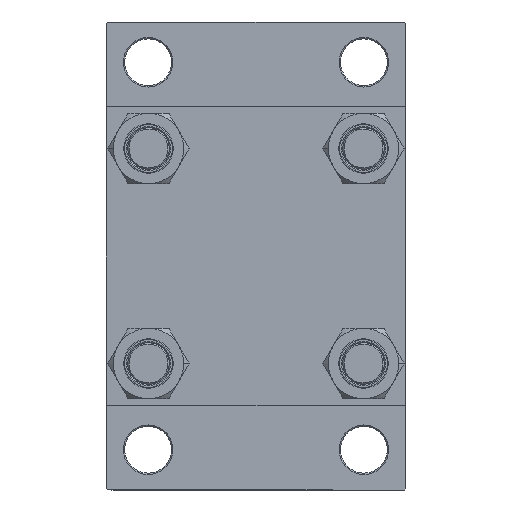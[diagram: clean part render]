
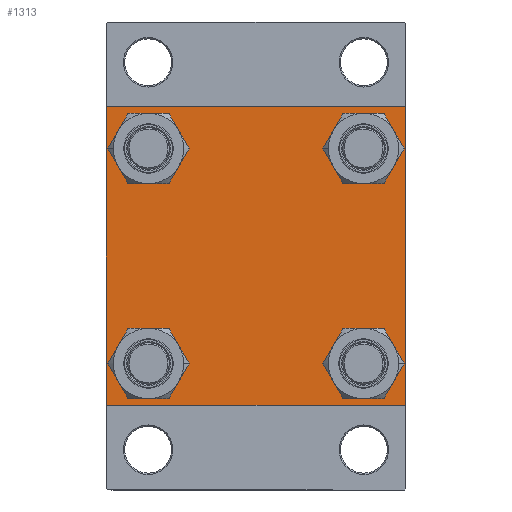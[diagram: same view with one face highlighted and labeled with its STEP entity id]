
A CAD part, left-side view. The second image highlights one B-rep face of the part: STEP entity #1313.
In plain terms, the highlighted planar face has unit normal (-1, 0, 0).
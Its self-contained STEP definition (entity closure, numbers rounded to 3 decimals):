
#49 = CIRCLE ( 'NONE', #4689, 8.5 ) ;
#83 = EDGE_CURVE ( 'NONE', #10406, #14655, #35812, .T. ) ;
#249 = AXIS2_PLACEMENT_3D ( 'NONE', #46569, #22913, #45442 ) ;
#902 = VERTEX_POINT ( 'NONE', #33931 ) ;
#912 = VECTOR ( 'NONE', #36807, 1000. ) ;
#1313 = ADVANCED_FACE ( 'NONE', ( #23844, #13177, #8588, #20212, #24076 ), #38871, .T. ) ;
#1692 = CARTESIAN_POINT ( 'NONE',  ( 0., 41.35, -32.85 ) ) ;
#1723 = ORIENTED_EDGE ( 'NONE', *, *, #23756, .T. ) ;
#1783 = CARTESIAN_POINT ( 'NONE',  ( 0., -57., -57.5 ) ) ;
#2030 = CARTESIAN_POINT ( 'NONE',  ( 0., -41.35, 41.35 ) ) ;
#2126 = CARTESIAN_POINT ( 'NONE',  ( 0., -41.35, -41.35 ) ) ;
#3002 = ORIENTED_EDGE ( 'NONE', *, *, #3391, .T. ) ;
#3141 = CARTESIAN_POINT ( 'NONE',  ( 0., 57.5, -57.5 ) ) ;
#3210 = DIRECTION ( 'NONE',  ( 0., 0., 1. ) ) ;
#3355 = EDGE_CURVE ( 'NONE', #19711, #32850, #34999, .T. ) ;
#3391 = EDGE_CURVE ( 'NONE', #46976, #26550, #31158, .T. ) ;
#3542 = CARTESIAN_POINT ( 'NONE',  ( 0., -41.35, 32.85 ) ) ;
#4161 = VECTOR ( 'NONE', #6254, 1000. ) ;
#4297 = DIRECTION ( 'NONE',  ( 0., -1., 0. ) ) ;
#4689 = AXIS2_PLACEMENT_3D ( 'NONE', #28058, #27820, #9906 ) ;
#4785 = CARTESIAN_POINT ( 'NONE',  ( 0., 57.25, 57.25 ) ) ;
#4883 = ORIENTED_EDGE ( 'NONE', *, *, #40556, .T. ) ;
#4947 = CARTESIAN_POINT ( 'NONE',  ( 0., -41.35, 49.85 ) ) ;
#5262 = DIRECTION ( 'NONE',  ( 1., 0., 0. ) ) ;
#5445 = CARTESIAN_POINT ( 'NONE',  ( 0., 0., 0. ) ) ;
#5686 = DIRECTION ( 'NONE',  ( -1., 0., 0. ) ) ;
#6129 = DIRECTION ( 'NONE',  ( 0., 0., 1. ) ) ;
#6254 = DIRECTION ( 'NONE',  ( 0., 0., -1. ) ) ;
#7395 = EDGE_CURVE ( 'NONE', #32850, #19711, #21254, .T. ) ;
#7506 = VERTEX_POINT ( 'NONE', #10989 ) ;
#8243 = LINE ( 'NONE', #8710, #10467 ) ;
#8498 = DIRECTION ( 'NONE',  ( 0., 0., 1. ) ) ;
#8588 = FACE_BOUND ( 'NONE', #40815, .T. ) ;
#8596 = CIRCLE ( 'NONE', #14034, 8.5 ) ;
#8710 = CARTESIAN_POINT ( 'NONE',  ( 0., -57.25, 57.25 ) ) ;
#8934 = EDGE_CURVE ( 'NONE', #38713, #26191, #8243, .T. ) ;
#9669 = ORIENTED_EDGE ( 'NONE', *, *, #22771, .F. ) ;
#9778 = VERTEX_POINT ( 'NONE', #41788 ) ;
#9906 = DIRECTION ( 'NONE',  ( 0., 0., 1. ) ) ;
#9959 = CARTESIAN_POINT ( 'NONE',  ( 0., 41.35, -49.85 ) ) ;
#10263 = EDGE_LOOP ( 'NONE', ( #33810, #14165, #34072, #1723, #9669, #37473, #47168, #4883 ) ) ;
#10406 = VERTEX_POINT ( 'NONE', #29233 ) ;
#10467 = VECTOR ( 'NONE', #22776, 1000. ) ;
#10918 = LINE ( 'NONE', #14060, #24411 ) ;
#10962 = LINE ( 'NONE', #15078, #25936 ) ;
#10989 = CARTESIAN_POINT ( 'NONE',  ( 0., 57.5, -57. ) ) ;
#11123 = LINE ( 'NONE', #3141, #912 ) ;
#11193 = EDGE_CURVE ( 'NONE', #14655, #10406, #39929, .T. ) ;
#11818 = LINE ( 'NONE', #4785, #31036 ) ;
#11886 = AXIS2_PLACEMENT_3D ( 'NONE', #5445, #5686, #20462 ) ;
#11962 = CARTESIAN_POINT ( 'NONE',  ( 0., 41.35, 32.85 ) ) ;
#12818 = CARTESIAN_POINT ( 'NONE',  ( 0., 41.35, -41.35 ) ) ;
#13177 = FACE_BOUND ( 'NONE', #17916, .T. ) ;
#14034 = AXIS2_PLACEMENT_3D ( 'NONE', #32999, #36389, #3210 ) ;
#14060 = CARTESIAN_POINT ( 'NONE',  ( 0., -57.25, -57.25 ) ) ;
#14165 = ORIENTED_EDGE ( 'NONE', *, *, #19404, .T. ) ;
#14397 = EDGE_CURVE ( 'NONE', #39298, #26848, #8596, .T. ) ;
#14655 = VERTEX_POINT ( 'NONE', #38298 ) ;
#15078 = CARTESIAN_POINT ( 'NONE',  ( 0., -57.5, 57.5 ) ) ;
#15678 = AXIS2_PLACEMENT_3D ( 'NONE', #2126, #5262, #20031 ) ;
#15723 = ORIENTED_EDGE ( 'NONE', *, *, #7395, .T. ) ;
#16624 = EDGE_CURVE ( 'NONE', #26848, #39298, #34225, .T. ) ;
#17377 = ORIENTED_EDGE ( 'NONE', *, *, #3355, .T. ) ;
#17916 = EDGE_LOOP ( 'NONE', ( #37605, #33862 ) ) ;
#18087 = CARTESIAN_POINT ( 'NONE',  ( 0., 57., -57.5 ) ) ;
#18674 = CARTESIAN_POINT ( 'NONE',  ( 0., 41.35, 49.85 ) ) ;
#19247 = CARTESIAN_POINT ( 'NONE',  ( 0., -57.5, -57. ) ) ;
#19404 = EDGE_CURVE ( 'NONE', #7506, #41901, #38624, .T. ) ;
#19711 = VERTEX_POINT ( 'NONE', #18674 ) ;
#19766 = CARTESIAN_POINT ( 'NONE',  ( 0., -57., 57.5 ) ) ;
#20031 = DIRECTION ( 'NONE',  ( 0., 0., 1. ) ) ;
#20212 = FACE_BOUND ( 'NONE', #25715, .T. ) ;
#20462 = DIRECTION ( 'NONE',  ( 0., 0., 1. ) ) ;
#20808 = DIRECTION ( 'NONE',  ( 0., 0., 1. ) ) ;
#21254 = CIRCLE ( 'NONE', #25885, 8.5 ) ;
#22298 = DIRECTION ( 'NONE',  ( 0., -0.707, 0.707 ) ) ;
#22771 = EDGE_CURVE ( 'NONE', #38713, #27208, #10962, .T. ) ;
#22776 = DIRECTION ( 'NONE',  ( 0., 0.707, 0.707 ) ) ;
#22913 = DIRECTION ( 'NONE',  ( 1., 0., 0. ) ) ;
#23113 = VECTOR ( 'NONE', #4297, 1000. ) ;
#23345 = DIRECTION ( 'NONE',  ( 0., -0.707, -0.707 ) ) ;
#23400 = AXIS2_PLACEMENT_3D ( 'NONE', #2030, #39320, #6129 ) ;
#23756 = EDGE_CURVE ( 'NONE', #32804, #27208, #10918, .T. ) ;
#23844 = FACE_BOUND ( 'NONE', #45006, .T. ) ;
#24076 = FACE_OUTER_BOUND ( 'NONE', #10263, .T. ) ;
#24231 = VECTOR ( 'NONE', #23345, 1000. ) ;
#24411 = VECTOR ( 'NONE', #22298, 1000. ) ;
#25715 = EDGE_LOOP ( 'NONE', ( #17377, #15723 ) ) ;
#25885 = AXIS2_PLACEMENT_3D ( 'NONE', #35963, #35477, #43228 ) ;
#25936 = VECTOR ( 'NONE', #40047, 1000. ) ;
#26191 = VERTEX_POINT ( 'NONE', #19766 ) ;
#26550 = VERTEX_POINT ( 'NONE', #4947 ) ;
#26583 = DIRECTION ( 'NONE',  ( 0., 0.707, -0.707 ) ) ;
#26848 = VERTEX_POINT ( 'NONE', #9959 ) ;
#27208 = VERTEX_POINT ( 'NONE', #19247 ) ;
#27708 = CARTESIAN_POINT ( 'NONE',  ( 0., 57.25, -57.25 ) ) ;
#27820 = DIRECTION ( 'NONE',  ( 1., 0., 0. ) ) ;
#28058 = CARTESIAN_POINT ( 'NONE',  ( 0., -41.35, 41.35 ) ) ;
#29233 = CARTESIAN_POINT ( 'NONE',  ( 0., -41.35, -49.85 ) ) ;
#29599 = AXIS2_PLACEMENT_3D ( 'NONE', #12818, #42611, #20808 ) ;
#31036 = VECTOR ( 'NONE', #26583, 1000. ) ;
#31158 = CIRCLE ( 'NONE', #23400, 8.5 ) ;
#32804 = VERTEX_POINT ( 'NONE', #1783 ) ;
#32850 = VERTEX_POINT ( 'NONE', #11962 ) ;
#32999 = CARTESIAN_POINT ( 'NONE',  ( 0., 41.35, -41.35 ) ) ;
#33348 = LINE ( 'NONE', #45220, #23113 ) ;
#33517 = ORIENTED_EDGE ( 'NONE', *, *, #16624, .T. ) ;
#33810 = ORIENTED_EDGE ( 'NONE', *, *, #45730, .T. ) ;
#33862 = ORIENTED_EDGE ( 'NONE', *, *, #83, .T. ) ;
#33931 = CARTESIAN_POINT ( 'NONE',  ( 0., 57., 57.5 ) ) ;
#34072 = ORIENTED_EDGE ( 'NONE', *, *, #42564, .T. ) ;
#34225 = CIRCLE ( 'NONE', #29599, 8.5 ) ;
#34422 = DIRECTION ( 'NONE',  ( 1., 0., 0. ) ) ;
#34999 = CIRCLE ( 'NONE', #249, 8.5 ) ;
#35477 = DIRECTION ( 'NONE',  ( 1., 0., 0. ) ) ;
#35812 = CIRCLE ( 'NONE', #15678, 8.5 ) ;
#35963 = CARTESIAN_POINT ( 'NONE',  ( 0., 41.35, 41.35 ) ) ;
#36389 = DIRECTION ( 'NONE',  ( 1., 0., 0. ) ) ;
#36456 = EDGE_CURVE ( 'NONE', #902, #26191, #33348, .T. ) ;
#36710 = ORIENTED_EDGE ( 'NONE', *, *, #14397, .T. ) ;
#36800 = ORIENTED_EDGE ( 'NONE', *, *, #39363, .T. ) ;
#36807 = DIRECTION ( 'NONE',  ( 0., -1., 0. ) ) ;
#37473 = ORIENTED_EDGE ( 'NONE', *, *, #8934, .T. ) ;
#37605 = ORIENTED_EDGE ( 'NONE', *, *, #11193, .T. ) ;
#38298 = CARTESIAN_POINT ( 'NONE',  ( 0., -41.35, -32.85 ) ) ;
#38624 = LINE ( 'NONE', #27708, #24231 ) ;
#38713 = VERTEX_POINT ( 'NONE', #43926 ) ;
#38871 = PLANE ( 'NONE',  #11886 ) ;
#39025 = CARTESIAN_POINT ( 'NONE',  ( 0., -41.35, -41.35 ) ) ;
#39298 = VERTEX_POINT ( 'NONE', #1692 ) ;
#39320 = DIRECTION ( 'NONE',  ( 1., 0., 0. ) ) ;
#39363 = EDGE_CURVE ( 'NONE', #26550, #46976, #49, .T. ) ;
#39929 = CIRCLE ( 'NONE', #44561, 8.5 ) ;
#40047 = DIRECTION ( 'NONE',  ( 0., 0., -1. ) ) ;
#40556 = EDGE_CURVE ( 'NONE', #902, #9778, #11818, .T. ) ;
#40815 = EDGE_LOOP ( 'NONE', ( #36710, #33517 ) ) ;
#41788 = CARTESIAN_POINT ( 'NONE',  ( 0., 57.5, 57. ) ) ;
#41901 = VERTEX_POINT ( 'NONE', #18087 ) ;
#42564 = EDGE_CURVE ( 'NONE', #41901, #32804, #11123, .T. ) ;
#42611 = DIRECTION ( 'NONE',  ( 1., 0., 0. ) ) ;
#43228 = DIRECTION ( 'NONE',  ( 0., 0., 1. ) ) ;
#43554 = CARTESIAN_POINT ( 'NONE',  ( 0., 57.5, 57.5 ) ) ;
#43926 = CARTESIAN_POINT ( 'NONE',  ( 0., -57.5, 57. ) ) ;
#44453 = LINE ( 'NONE', #43554, #4161 ) ;
#44561 = AXIS2_PLACEMENT_3D ( 'NONE', #39025, #34422, #8498 ) ;
#45006 = EDGE_LOOP ( 'NONE', ( #36800, #3002 ) ) ;
#45220 = CARTESIAN_POINT ( 'NONE',  ( 0., 57.5, 57.5 ) ) ;
#45442 = DIRECTION ( 'NONE',  ( 0., 0., 1. ) ) ;
#45730 = EDGE_CURVE ( 'NONE', #9778, #7506, #44453, .T. ) ;
#46569 = CARTESIAN_POINT ( 'NONE',  ( 0., 41.35, 41.35 ) ) ;
#46976 = VERTEX_POINT ( 'NONE', #3542 ) ;
#47168 = ORIENTED_EDGE ( 'NONE', *, *, #36456, .F. ) ;
